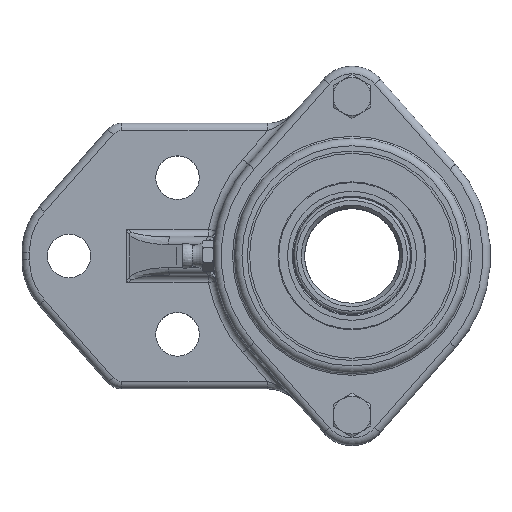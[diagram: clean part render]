
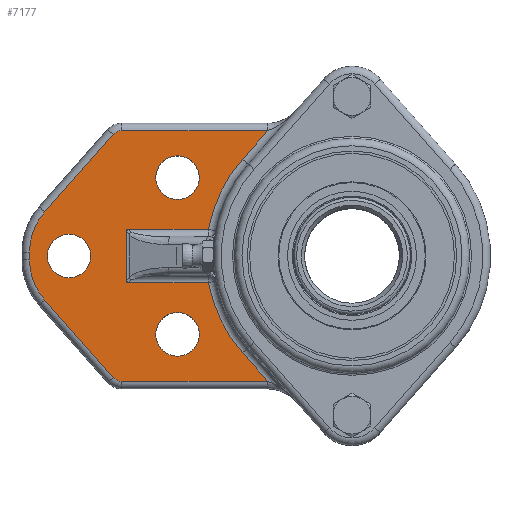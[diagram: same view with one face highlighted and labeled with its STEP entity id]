
A CAD part, top view. The second image highlights one B-rep face of the part: STEP entity #7177.
In plain terms, the highlighted planar face has unit normal (0, 0, 1).
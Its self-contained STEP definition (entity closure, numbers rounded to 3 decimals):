
#296=FACE_BOUND('',#1081,.T.);
#297=FACE_BOUND('',#1082,.T.);
#298=FACE_BOUND('',#1083,.T.);
#401=PLANE('',#7832);
#653=FACE_OUTER_BOUND('',#1080,.T.);
#1080=EDGE_LOOP('',(#5129,#5130,#5131,#5132,#5133,#5134,#5135,#5136,#5137,
#5138,#5139,#5140,#5141,#5142,#5143,#5144,#5145,#5146));
#1081=EDGE_LOOP('',(#5147,#5148));
#1082=EDGE_LOOP('',(#5149,#5150));
#1083=EDGE_LOOP('',(#5151,#5152));
#1485=LINE('',#11496,#1875);
#1487=LINE('',#11508,#1877);
#1489=LINE('',#11520,#1879);
#1491=LINE('',#11532,#1881);
#1493=LINE('',#11544,#1883);
#1512=LINE('',#11685,#1902);
#1514=LINE('',#11691,#1904);
#1515=LINE('',#11695,#1905);
#1516=LINE('',#11697,#1906);
#1517=LINE('',#11699,#1907);
#1875=VECTOR('',#9069,10.);
#1877=VECTOR('',#9083,10.);
#1879=VECTOR('',#9097,10.);
#1881=VECTOR('',#9111,10.);
#1883=VECTOR('',#9125,10.);
#1902=VECTOR('',#9188,10.);
#1904=VECTOR('',#9194,10.);
#1905=VECTOR('',#9197,10.);
#1906=VECTOR('',#9198,10.);
#1907=VECTOR('',#9199,10.);
#2378=CIRCLE('',#7781,12.);
#2382=CIRCLE('',#7787,3.);
#2386=CIRCLE('',#7793,16.);
#2390=CIRCLE('',#7799,16.);
#2394=CIRCLE('',#7805,3.);
#2398=CIRCLE('',#7811,12.);
#2407=CIRCLE('',#7833,38.5);
#2408=CIRCLE('',#7834,38.5);
#2409=CIRCLE('',#7835,5.75);
#2410=CIRCLE('',#7836,5.75);
#2411=CIRCLE('',#7837,5.75);
#2412=CIRCLE('',#7838,5.75);
#2413=CIRCLE('',#7839,5.75);
#2414=CIRCLE('',#7840,5.75);
#2966=VERTEX_POINT('',#11463);
#2969=VERTEX_POINT('',#11488);
#2971=VERTEX_POINT('',#11494);
#2973=VERTEX_POINT('',#11500);
#2975=VERTEX_POINT('',#11506);
#2977=VERTEX_POINT('',#11512);
#2979=VERTEX_POINT('',#11518);
#2981=VERTEX_POINT('',#11524);
#2983=VERTEX_POINT('',#11530);
#2985=VERTEX_POINT('',#11536);
#2987=VERTEX_POINT('',#11542);
#2989=VERTEX_POINT('',#11548);
#3003=VERTEX_POINT('',#11684);
#3005=VERTEX_POINT('',#11690);
#3006=VERTEX_POINT('',#11692);
#3007=VERTEX_POINT('',#11694);
#3008=VERTEX_POINT('',#11696);
#3009=VERTEX_POINT('',#11698);
#3010=VERTEX_POINT('',#11701);
#3011=VERTEX_POINT('',#11702);
#3012=VERTEX_POINT('',#11705);
#3013=VERTEX_POINT('',#11706);
#3014=VERTEX_POINT('',#11709);
#3015=VERTEX_POINT('',#11710);
#3754=EDGE_CURVE('',#2969,#2966,#2378,.T.);
#3757=EDGE_CURVE('',#2971,#2969,#1485,.T.);
#3760=EDGE_CURVE('',#2973,#2971,#2382,.T.);
#3763=EDGE_CURVE('',#2975,#2973,#1487,.T.);
#3766=EDGE_CURVE('',#2977,#2975,#2386,.T.);
#3769=EDGE_CURVE('',#2979,#2977,#1489,.T.);
#3772=EDGE_CURVE('',#2981,#2979,#2390,.T.);
#3775=EDGE_CURVE('',#2983,#2981,#1491,.T.);
#3778=EDGE_CURVE('',#2985,#2983,#2394,.T.);
#3781=EDGE_CURVE('',#2987,#2985,#1493,.T.);
#3784=EDGE_CURVE('',#2989,#2987,#2398,.T.);
#3811=EDGE_CURVE('',#2966,#3003,#1512,.T.);
#3814=EDGE_CURVE('',#3005,#2989,#1514,.T.);
#3815=EDGE_CURVE('',#3006,#3005,#2407,.T.);
#3816=EDGE_CURVE('',#3007,#3006,#1515,.T.);
#3817=EDGE_CURVE('',#3008,#3007,#1516,.T.);
#3818=EDGE_CURVE('',#3009,#3008,#1517,.T.);
#3819=EDGE_CURVE('',#3003,#3009,#2408,.T.);
#3820=EDGE_CURVE('',#3010,#3011,#2409,.T.);
#3821=EDGE_CURVE('',#3011,#3010,#2410,.T.);
#3822=EDGE_CURVE('',#3012,#3013,#2411,.T.);
#3823=EDGE_CURVE('',#3013,#3012,#2412,.T.);
#3824=EDGE_CURVE('',#3014,#3015,#2413,.T.);
#3825=EDGE_CURVE('',#3015,#3014,#2414,.T.);
#5129=ORIENTED_EDGE('',*,*,#3784,.F.);
#5130=ORIENTED_EDGE('',*,*,#3814,.F.);
#5131=ORIENTED_EDGE('',*,*,#3815,.F.);
#5132=ORIENTED_EDGE('',*,*,#3816,.F.);
#5133=ORIENTED_EDGE('',*,*,#3817,.F.);
#5134=ORIENTED_EDGE('',*,*,#3818,.F.);
#5135=ORIENTED_EDGE('',*,*,#3819,.F.);
#5136=ORIENTED_EDGE('',*,*,#3811,.F.);
#5137=ORIENTED_EDGE('',*,*,#3754,.F.);
#5138=ORIENTED_EDGE('',*,*,#3757,.F.);
#5139=ORIENTED_EDGE('',*,*,#3760,.F.);
#5140=ORIENTED_EDGE('',*,*,#3763,.F.);
#5141=ORIENTED_EDGE('',*,*,#3766,.F.);
#5142=ORIENTED_EDGE('',*,*,#3769,.F.);
#5143=ORIENTED_EDGE('',*,*,#3772,.F.);
#5144=ORIENTED_EDGE('',*,*,#3775,.F.);
#5145=ORIENTED_EDGE('',*,*,#3778,.F.);
#5146=ORIENTED_EDGE('',*,*,#3781,.F.);
#5147=ORIENTED_EDGE('',*,*,#3820,.T.);
#5148=ORIENTED_EDGE('',*,*,#3821,.T.);
#5149=ORIENTED_EDGE('',*,*,#3822,.T.);
#5150=ORIENTED_EDGE('',*,*,#3823,.T.);
#5151=ORIENTED_EDGE('',*,*,#3824,.T.);
#5152=ORIENTED_EDGE('',*,*,#3825,.T.);
#7177=ADVANCED_FACE('',(#653,#296,#297,#298),#401,.T.);
#7781=AXIS2_PLACEMENT_3D('',#11490,#9061,#9062);
#7787=AXIS2_PLACEMENT_3D('',#11502,#9075,#9076);
#7793=AXIS2_PLACEMENT_3D('',#11514,#9089,#9090);
#7799=AXIS2_PLACEMENT_3D('',#11526,#9103,#9104);
#7805=AXIS2_PLACEMENT_3D('',#11538,#9117,#9118);
#7811=AXIS2_PLACEMENT_3D('',#11550,#9131,#9132);
#7832=AXIS2_PLACEMENT_3D('',#11689,#9192,#9193);
#7833=AXIS2_PLACEMENT_3D('',#11693,#9195,#9196);
#7834=AXIS2_PLACEMENT_3D('',#11700,#9200,#9201);
#7835=AXIS2_PLACEMENT_3D('',#11703,#9202,#9203);
#7836=AXIS2_PLACEMENT_3D('',#11704,#9204,#9205);
#7837=AXIS2_PLACEMENT_3D('',#11707,#9206,#9207);
#7838=AXIS2_PLACEMENT_3D('',#11708,#9208,#9209);
#7839=AXIS2_PLACEMENT_3D('',#11711,#9210,#9211);
#7840=AXIS2_PLACEMENT_3D('',#11712,#9212,#9213);
#9061=DIRECTION('center_axis',(0.,0.,1.));
#9062=DIRECTION('ref_axis',(0.101,-0.995,0.));
#9069=DIRECTION('',(1.,0.,0.));
#9075=DIRECTION('center_axis',(0.,0.,-1.));
#9076=DIRECTION('ref_axis',(-0.411,0.912,0.));
#9083=DIRECTION('',(0.663,0.749,0.));
#9089=DIRECTION('center_axis',(0.,0.,-1.));
#9090=DIRECTION('ref_axis',(-0.935,0.354,0.));
#9097=DIRECTION('',(0.,1.,0.));
#9103=DIRECTION('center_axis',(0.,0.,-1.));
#9104=DIRECTION('ref_axis',(-0.935,-0.354,0.));
#9111=DIRECTION('',(-0.663,0.749,0.));
#9117=DIRECTION('center_axis',(0.,0.,-1.));
#9118=DIRECTION('ref_axis',(-0.411,-0.912,0.));
#9125=DIRECTION('',(-1.,0.,0.));
#9131=DIRECTION('center_axis',(0.,0.,1.));
#9132=DIRECTION('ref_axis',(0.101,0.995,0.));
#9188=DIRECTION('',(-0.663,-0.749,0.));
#9192=DIRECTION('center_axis',(0.,0.,1.));
#9193=DIRECTION('ref_axis',(1.,0.,0.));
#9194=DIRECTION('',(0.663,-0.749,0.));
#9195=DIRECTION('center_axis',(0.,0.,1.));
#9196=DIRECTION('ref_axis',(-0.909,-0.418,0.));
#9197=DIRECTION('',(1.,0.,0.));
#9198=DIRECTION('',(0.,-1.,0.));
#9199=DIRECTION('',(-1.,0.,0.));
#9200=DIRECTION('center_axis',(0.,0.,1.));
#9201=DIRECTION('ref_axis',(-0.909,0.418,0.));
#9202=DIRECTION('center_axis',(0.,0.,-1.));
#9203=DIRECTION('ref_axis',(1.,0.,0.));
#9204=DIRECTION('center_axis',(0.,0.,-1.));
#9205=DIRECTION('ref_axis',(1.,0.,0.));
#9206=DIRECTION('center_axis',(0.,0.,-1.));
#9207=DIRECTION('ref_axis',(1.,0.,0.));
#9208=DIRECTION('center_axis',(0.,0.,-1.));
#9209=DIRECTION('ref_axis',(1.,0.,0.));
#9210=DIRECTION('center_axis',(0.,0.,-1.));
#9211=DIRECTION('ref_axis',(1.,0.,0.));
#9212=DIRECTION('center_axis',(0.,0.,-1.));
#9213=DIRECTION('ref_axis',(1.,0.,0.));
#11463=CARTESIAN_POINT('',(-22.211,33.,22.5));
#11488=CARTESIAN_POINT('',(-22.278,33.,22.5));
#11490=CARTESIAN_POINT('Origin',(-22.278,45.,22.5));
#11494=CARTESIAN_POINT('',(-60.747,33.,22.5));
#11496=CARTESIAN_POINT('',(-34.033,33.,22.5));
#11500=CARTESIAN_POINT('',(-62.994,31.988,22.5));
#11502=CARTESIAN_POINT('Origin',(-60.747,30.,22.5));
#11506=CARTESIAN_POINT('',(-80.985,11.646,22.5));
#11508=CARTESIAN_POINT('',(-67.398,27.009,22.5));
#11512=CARTESIAN_POINT('',(-85.,1.046,22.5));
#11514=CARTESIAN_POINT('Origin',(-69.,1.046,22.5));
#11518=CARTESIAN_POINT('',(-85.,-1.046,22.5));
#11520=CARTESIAN_POINT('',(-85.,3.932,22.5));
#11524=CARTESIAN_POINT('',(-80.985,-11.646,22.5));
#11526=CARTESIAN_POINT('Origin',(-69.,-1.046,22.5));
#11530=CARTESIAN_POINT('',(-62.994,-31.988,22.5));
#11532=CARTESIAN_POINT('',(-79.398,-13.441,22.5));
#11536=CARTESIAN_POINT('',(-60.747,-33.,22.5));
#11538=CARTESIAN_POINT('Origin',(-60.747,-30.,22.5));
#11542=CARTESIAN_POINT('',(-22.278,-33.,22.5));
#11544=CARTESIAN_POINT('',(-56.647,-33.,22.5));
#11548=CARTESIAN_POINT('',(-22.211,-33.,22.5));
#11550=CARTESIAN_POINT('Origin',(-22.278,-45.,22.5));
#11684=CARTESIAN_POINT('',(-28.839,25.506,22.5));
#11685=CARTESIAN_POINT('',(-29.951,24.249,22.5));
#11689=CARTESIAN_POINT('Origin',(-50.293,0.,
22.5));
#11690=CARTESIAN_POINT('',(-28.839,-25.506,22.5));
#11691=CARTESIAN_POINT('',(-39.876,-13.027,22.5));
#11692=CARTESIAN_POINT('',(-37.858,-7.,22.5));
#11693=CARTESIAN_POINT('Origin',(0.,0.,
22.5));
#11694=CARTESIAN_POINT('',(-59.459,-7.,22.5));
#11695=CARTESIAN_POINT('',(-48.026,-7.,22.5));
#11696=CARTESIAN_POINT('',(-59.459,7.,22.5));
#11697=CARTESIAN_POINT('',(-59.459,0.,22.5));
#11698=CARTESIAN_POINT('',(-37.858,7.,22.5));
#11699=CARTESIAN_POINT('',(-48.026,7.,22.5));
#11700=CARTESIAN_POINT('Origin',(0.,0.,
22.5));
#11701=CARTESIAN_POINT('',(-40.25,-20.65,22.5));
#11702=CARTESIAN_POINT('',(-51.75,-20.65,22.5));
#11703=CARTESIAN_POINT('Origin',(-46.,-20.65,22.5));
#11704=CARTESIAN_POINT('Origin',(-46.,-20.65,22.5));
#11705=CARTESIAN_POINT('',(-40.25,20.65,22.5));
#11706=CARTESIAN_POINT('',(-51.75,20.65,22.5));
#11707=CARTESIAN_POINT('Origin',(-46.,20.65,22.5));
#11708=CARTESIAN_POINT('Origin',(-46.,20.65,22.5));
#11709=CARTESIAN_POINT('',(-68.85,0.,22.5));
#11710=CARTESIAN_POINT('',(-80.35,0.,22.5));
#11711=CARTESIAN_POINT('Origin',(-74.6,0.,
22.5));
#11712=CARTESIAN_POINT('Origin',(-74.6,0.,
22.5));
